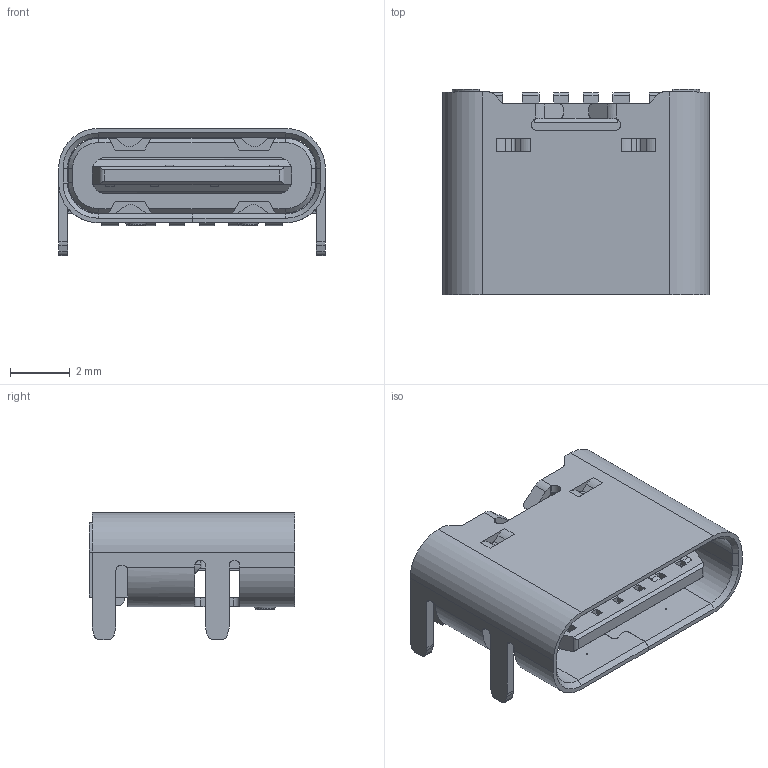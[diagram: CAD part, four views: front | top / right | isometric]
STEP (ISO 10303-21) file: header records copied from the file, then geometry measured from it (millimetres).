
FILE_DESCRIPTION(/* description */ (''),/* implementation_level */ '2;1');
FILE_NAME(/* name */ 'CUI_DEVICES_UJC-HP-3-SMT-TR v2.step',/* time_stamp */ '2022-06-17T14:32:45+09:00',/* author */ (''),/* organization */ (''),/* preprocessor_version */ 'ST-DEVELOPER v19',/* originating_system */ 'Autodesk Translation Framework v11.7.0.108',/* authorisation */ '');
FILE_SCHEMA (('AUTOMOTIVE_DESIGN { 1 0 10303 214 3 1 1 }'));
Length unit declared in the file: inch
Products named in the file (1): CUI_DEVICES_UJC-HP-3-SMT-TR
Bounding box: 8.94 x 6.9 x 4.26 mm (x, y, z)
Volume: 90.2 mm3; surface area: 458.8 mm2
Topology: 1 solids, 31 shells, 886 faces, 2393 edges, 1573 vertices
Faces by surface type: plane 649, cylinder 213, cone 18, torus 4, bspline 2
Full cylindrical faces by diameter (mm): 0.05 x2
Entity records: 28392 total; most frequent: CARTESIAN_POINT 5299, ORIENTED_EDGE 4786, DIRECTION 4606, EDGE_CURVE 2393, LINE 1900, VECTOR 1900, VERTEX_POINT 1573, AXIS2_PLACEMENT_3D 1353
